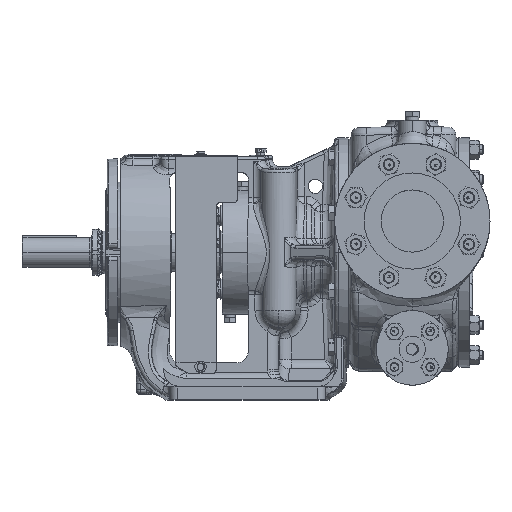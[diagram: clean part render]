
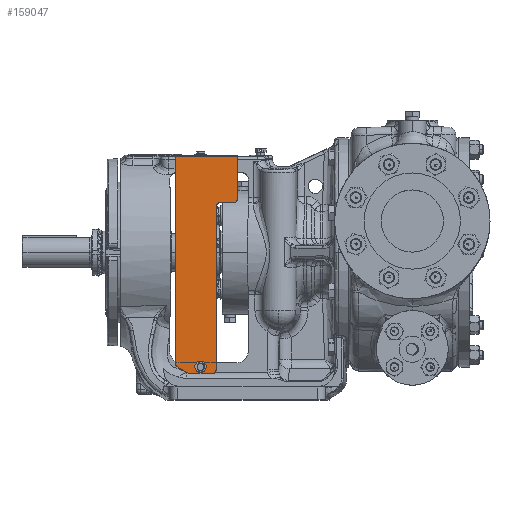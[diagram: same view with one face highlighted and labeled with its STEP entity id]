
A CAD part, top view. The second image highlights one B-rep face of the part: STEP entity #159047.
In plain terms, the highlighted planar face has unit normal (0, 0, 1).
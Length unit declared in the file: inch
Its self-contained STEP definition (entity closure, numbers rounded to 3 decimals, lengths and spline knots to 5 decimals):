
#185 = EDGE_CURVE ( 'NONE', #151142, #112312, #163722, .T. ) ;
#470 = EDGE_CURVE ( 'NONE', #120485, #213756, #229956, .T. ) ;
#3615 = VERTEX_POINT ( 'NONE', #23225 ) ;
#5849 = CARTESIAN_POINT ( 'NONE',  ( -10.19699, -7.55, 3.81 ) ) ;
#6037 = ORIENTED_EDGE ( 'NONE', *, *, #237881, .F. ) ;
#7416 = DIRECTION ( 'NONE',  ( -1., 0., 0. ) ) ;
#8137 = EDGE_LOOP ( 'NONE', ( #105995, #131094 ) ) ;
#8866 = DIRECTION ( 'NONE',  ( -1., 0., 0. ) ) ;
#10407 = AXIS2_PLACEMENT_3D ( 'NONE', #29645, #165226, #49058 ) ;
#10921 = VECTOR ( 'NONE', #223144, 39.37008 ) ;
#20156 = CARTESIAN_POINT ( 'NONE',  ( -8.75, -7.8, 3.81 ) ) ;
#21326 = LINE ( 'NONE', #83606, #72707 ) ;
#21789 = VERTEX_POINT ( 'NONE', #158322 ) ;
#21894 = EDGE_CURVE ( 'NONE', #3615, #21789, #128398, .T. ) ;
#23225 = CARTESIAN_POINT ( 'NONE',  ( -9.869, -7.38, 3.81 ) ) ;
#24870 = DIRECTION ( 'NONE',  ( -1., 0., 0. ) ) ;
#25433 = DIRECTION ( 'NONE',  ( 0., -1., 0. ) ) ;
#27219 = VERTEX_POINT ( 'NONE', #77959 ) ;
#29645 = CARTESIAN_POINT ( 'NONE',  ( -7.13, -7.8, 3.81 ) ) ;
#34437 = CIRCLE ( 'NONE', #70696, 0.25 ) ;
#44948 = DIRECTION ( 'NONE',  ( 0., 1., 0. ) ) ;
#45362 = CARTESIAN_POINT ( 'NONE',  ( -8.5, 3.2, 3.81 ) ) ;
#47777 = CARTESIAN_POINT ( 'NONE',  ( -7.13, 6.171, 3.81 ) ) ;
#49058 = DIRECTION ( 'NONE',  ( 0., -1., 0. ) ) ;
#50505 = LINE ( 'NONE', #174952, #147523 ) ;
#51261 = EDGE_CURVE ( 'NONE', #27219, #112312, #198397, .T. ) ;
#52829 = CARTESIAN_POINT ( 'NONE',  ( -7.38, 3.2, 3.81 ) ) ;
#58798 = DIRECTION ( 'NONE',  ( 0., -1., 0. ) ) ;
#61270 = CARTESIAN_POINT ( 'NONE',  ( -9.5, -7.38, 3.81 ) ) ;
#63982 = DIRECTION ( 'NONE',  ( -1., 0., 0. ) ) ;
#65290 = CARTESIAN_POINT ( 'NONE',  ( -8.5, 2.95, 3.81 ) ) ;
#66878 = EDGE_CURVE ( 'NONE', #104587, #218999, #116927, .T. ) ;
#67685 = PLANE ( 'NONE',  #10407 ) ;
#69155 = ORIENTED_EDGE ( 'NONE', *, *, #144001, .T. ) ;
#70265 = CARTESIAN_POINT ( 'NONE',  ( -8.25, 2.95, 3.81 ) ) ;
#70696 = AXIS2_PLACEMENT_3D ( 'NONE', #70265, #205815, #89755 ) ;
#72707 = VECTOR ( 'NONE', #159157, 39.37008 ) ;
#77959 = CARTESIAN_POINT ( 'NONE',  ( -10.32199, -7.76651, 3.81 ) ) ;
#80742 = DIRECTION ( 'NONE',  ( -1., 0., 0. ) ) ;
#81109 = VERTEX_POINT ( 'NONE', #227715 ) ;
#83606 = CARTESIAN_POINT ( 'NONE',  ( -7.91349, -9.15705, 3.81 ) ) ;
#84030 = CARTESIAN_POINT ( 'NONE',  ( -7.13, -7.8, 3.81 ) ) ;
#88723 = DIRECTION ( 'NONE',  ( 0., 0., 1. ) ) ;
#89527 = DIRECTION ( 'NONE',  ( 0., 0., 1. ) ) ;
#89755 = DIRECTION ( 'NONE',  ( 0., -1., 0. ) ) ;
#90866 = CARTESIAN_POINT ( 'NONE',  ( -10.88, -7.15566, 3.81 ) ) ;
#91221 = FACE_BOUND ( 'NONE', #8137, .T. ) ;
#91892 = ORIENTED_EDGE ( 'NONE', *, *, #66878, .T. ) ;
#96315 = LINE ( 'NONE', #141537, #193280 ) ;
#96914 = CARTESIAN_POINT ( 'NONE',  ( -7.13, 6.171, 3.81 ) ) ;
#100415 = VECTOR ( 'NONE', #8866, 39.37008 ) ;
#104587 = VERTEX_POINT ( 'NONE', #52829 ) ;
#105995 = ORIENTED_EDGE ( 'NONE', *, *, #218483, .T. ) ;
#108075 = EDGE_CURVE ( 'NONE', #104587, #233229, #213819, .T. ) ;
#110379 = DIRECTION ( 'NONE',  ( 0., -1., 0. ) ) ;
#112312 = VERTEX_POINT ( 'NONE', #214962 ) ;
#113801 = ORIENTED_EDGE ( 'NONE', *, *, #119778, .T. ) ;
#116927 = CIRCLE ( 'NONE', #235496, 0.25 ) ;
#118486 = FACE_OUTER_BOUND ( 'NONE', #223816, .T. ) ;
#119778 = EDGE_CURVE ( 'NONE', #218999, #139027, #96315, .T. ) ;
#120485 = VERTEX_POINT ( 'NONE', #248740 ) ;
#123427 = DIRECTION ( 'NONE',  ( 0., 0., -1. ) ) ;
#125578 = CARTESIAN_POINT ( 'NONE',  ( -11.005, -7.37217, 3.81 ) ) ;
#125984 = ORIENTED_EDGE ( 'NONE', *, *, #51261, .T. ) ;
#128398 = CIRCLE ( 'NONE', #211138, 0.369 ) ;
#131084 = EDGE_CURVE ( 'NONE', #27219, #213756, #21326, .T. ) ;
#131094 = ORIENTED_EDGE ( 'NONE', *, *, #21894, .T. ) ;
#132908 = EDGE_CURVE ( 'NONE', #151142, #81109, #146518, .T. ) ;
#139027 = VERTEX_POINT ( 'NONE', #96914 ) ;
#139548 = AXIS2_PLACEMENT_3D ( 'NONE', #90866, #226405, #110379 ) ;
#141392 = DIRECTION ( 'NONE',  ( 0., 0., 1. ) ) ;
#141537 = CARTESIAN_POINT ( 'NONE',  ( -7.13, -7.8, 3.81 ) ) ;
#142393 = AXIS2_PLACEMENT_3D ( 'NONE', #205583, #89527, #225104 ) ;
#144001 = EDGE_CURVE ( 'NONE', #139027, #243331, #203509, .T. ) ;
#146518 = CIRCLE ( 'NONE', #142393, 0.25 ) ;
#147523 = VECTOR ( 'NONE', #58798, 39.37008 ) ;
#151142 = VERTEX_POINT ( 'NONE', #20156 ) ;
#154923 = ORIENTED_EDGE ( 'NONE', *, *, #131084, .F. ) ;
#158322 = CARTESIAN_POINT ( 'NONE',  ( -9.131, -7.38, 3.81 ) ) ;
#159047 = ADVANCED_FACE ( 'NONE', ( #91221, #118486 ), #67685, .T. ) ;
#159157 = DIRECTION ( 'NONE',  ( -0.866, 0.5, 0. ) ) ;
#159416 = LINE ( 'NONE', #244159, #10921 ) ;
#162321 = VECTOR ( 'NONE', #63982, 39.37008 ) ;
#163247 = AXIS2_PLACEMENT_3D ( 'NONE', #61270, #196817, #80742 ) ;
#163722 = LINE ( 'NONE', #84030, #215159 ) ;
#164041 = ORIENTED_EDGE ( 'NONE', *, *, #132908, .T. ) ;
#165226 = DIRECTION ( 'NONE',  ( 0., 0., 1. ) ) ;
#165297 = ORIENTED_EDGE ( 'NONE', *, *, #218325, .F. ) ;
#174565 = CARTESIAN_POINT ( 'NONE',  ( -11.13, 6.171, 3.81 ) ) ;
#174952 = CARTESIAN_POINT ( 'NONE',  ( -8.5, 3.2, 3.81 ) ) ;
#175636 = ORIENTED_EDGE ( 'NONE', *, *, #470, .T. ) ;
#177748 = CARTESIAN_POINT ( 'NONE',  ( -8.25, 3.2, 3.81 ) ) ;
#181653 = ORIENTED_EDGE ( 'NONE', *, *, #185, .F. ) ;
#191623 = CARTESIAN_POINT ( 'NONE',  ( -7.13, 3.45, 3.81 ) ) ;
#193280 = VECTOR ( 'NONE', #44948, 39.37008 ) ;
#196817 = DIRECTION ( 'NONE',  ( 0., 0., -1. ) ) ;
#198397 = CIRCLE ( 'NONE', #228467, 0.25 ) ;
#203509 = LINE ( 'NONE', #47777, #100415 ) ;
#204754 = CARTESIAN_POINT ( 'NONE',  ( -7.38, 3.45, 3.81 ) ) ;
#205583 = CARTESIAN_POINT ( 'NONE',  ( -8.75, -7.55, 3.81 ) ) ;
#205815 = DIRECTION ( 'NONE',  ( 0., 0., -1. ) ) ;
#211138 = AXIS2_PLACEMENT_3D ( 'NONE', #239436, #123427, #7416 ) ;
#213586 = ORIENTED_EDGE ( 'NONE', *, *, #233026, .T. ) ;
#213756 = VERTEX_POINT ( 'NONE', #125578 ) ;
#213819 = LINE ( 'NONE', #45362, #162321 ) ;
#214962 = CARTESIAN_POINT ( 'NONE',  ( -10.19699, -7.8, 3.81 ) ) ;
#215159 = VECTOR ( 'NONE', #24870, 39.37008 ) ;
#218325 = EDGE_CURVE ( 'NONE', #234196, #81109, #50505, .T. ) ;
#218483 = EDGE_CURVE ( 'NONE', #21789, #3615, #238310, .T. ) ;
#218999 = VERTEX_POINT ( 'NONE', #191623 ) ;
#223144 = DIRECTION ( 'NONE',  ( 0., 1., 0. ) ) ;
#223816 = EDGE_LOOP ( 'NONE', ( #248742, #91892, #113801, #69155, #6037, #175636, #154923, #125984, #181653, #164041, #165297, #213586 ) ) ;
#224309 = DIRECTION ( 'NONE',  ( 0., -1., 0. ) ) ;
#225104 = DIRECTION ( 'NONE',  ( 0., -1., 0. ) ) ;
#226405 = DIRECTION ( 'NONE',  ( 0., 0., 1. ) ) ;
#227715 = CARTESIAN_POINT ( 'NONE',  ( -8.5, -7.55, 3.81 ) ) ;
#228467 = AXIS2_PLACEMENT_3D ( 'NONE', #5849, #141392, #25433 ) ;
#229956 = CIRCLE ( 'NONE', #139548, 0.25 ) ;
#233026 = EDGE_CURVE ( 'NONE', #234196, #233229, #34437, .T. ) ;
#233229 = VERTEX_POINT ( 'NONE', #177748 ) ;
#234196 = VERTEX_POINT ( 'NONE', #65290 ) ;
#235496 = AXIS2_PLACEMENT_3D ( 'NONE', #204754, #88723, #224309 ) ;
#237881 = EDGE_CURVE ( 'NONE', #120485, #243331, #159416, .T. ) ;
#238310 = CIRCLE ( 'NONE', #163247, 0.369 ) ;
#239436 = CARTESIAN_POINT ( 'NONE',  ( -9.5, -7.38, 3.81 ) ) ;
#243331 = VERTEX_POINT ( 'NONE', #174565 ) ;
#244159 = CARTESIAN_POINT ( 'NONE',  ( -11.13, -7.8, 3.81 ) ) ;
#248740 = CARTESIAN_POINT ( 'NONE',  ( -11.13, -7.15566, 3.81 ) ) ;
#248742 = ORIENTED_EDGE ( 'NONE', *, *, #108075, .F. ) ;
